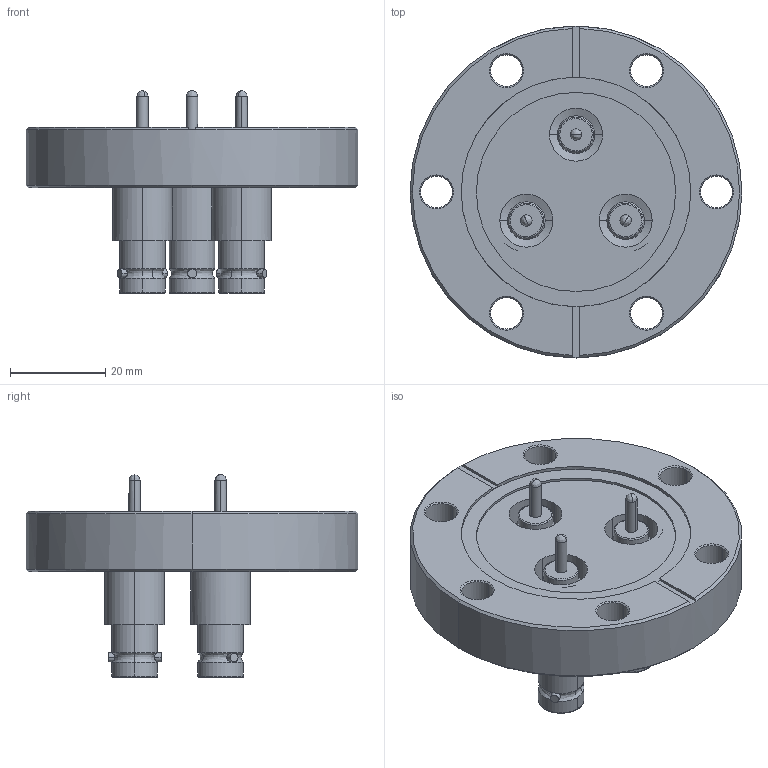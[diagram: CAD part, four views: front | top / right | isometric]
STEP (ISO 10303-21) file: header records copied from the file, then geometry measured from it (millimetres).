
FILE_DESCRIPTION (( 'STEP AP203' ), '1' );
FILE_NAME ('A0333-1-CF.STEP', '2013-08-28T12:14:40', ( '' ), ( '' ), 'SwSTEP 2.0', 'SolidWorks 2012', '' );
FILE_SCHEMA (( 'CONFIG_CONTROL_DESIGN' ));
Length unit declared in the file: inch
Products named in the file (1): A0333-1-CF
Bounding box: 69.85 x 69.85 x 42.67 mm (x, y, z)
Volume: 46038.2 mm3; surface area: 22688.1 mm2
Topology: 1 solids, 1 shells, 356 faces, 866 edges, 554 vertices
Faces by surface type: cylinder 172, plane 77, cone 59, bspline 48
Entity records: 11802 total; most frequent: CARTESIAN_POINT 3157, DIRECTION 1959, ORIENTED_EDGE 1720, EDGE_CURVE 860, AXIS2_PLACEMENT_3D 836, VERTEX_POINT 554, CIRCLE 527, EDGE_LOOP 420
